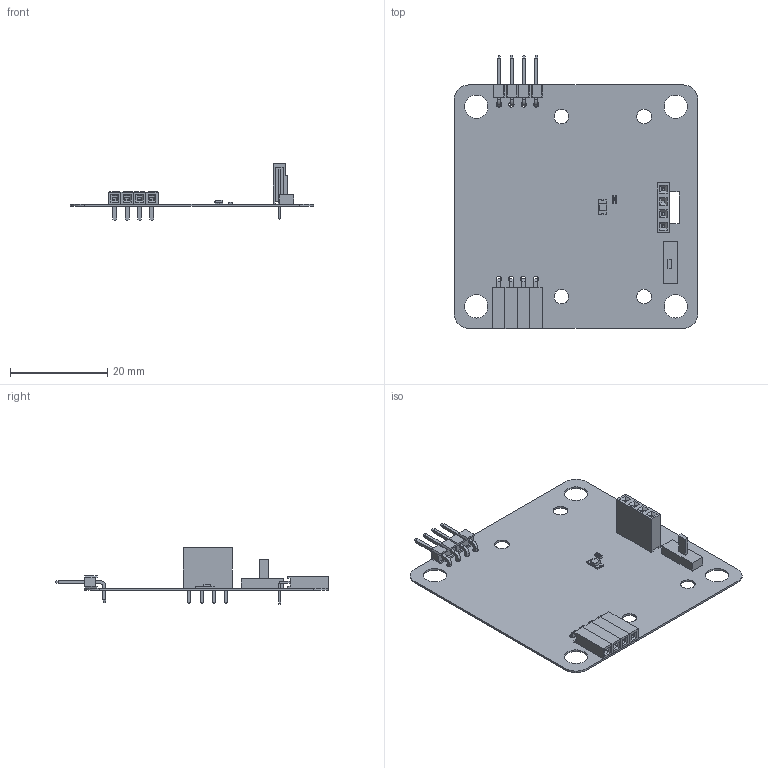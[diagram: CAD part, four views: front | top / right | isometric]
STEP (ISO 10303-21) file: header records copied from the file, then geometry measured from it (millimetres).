
FILE_DESCRIPTION(('Open CASCADE Model'),'2;1');
FILE_NAME('Open CASCADE Shape Model','2020-04-30T20:50:12',('Author'),( 'Open CASCADE'),'Open CASCADE STEP processor 6.8','Open CASCADE 6.8' ,'Unknown');
FILE_SCHEMA(('AUTOMOTIVE_DESIGN { 1 0 10303 214 1 1 1 1 }'));
Length unit declared in the file: millimetre
Products named in the file (18): PCB; Board; *; 6167345856; Extruded; 6167346048; R1; 0603_resistor; D1; LED_1206_Lens_WHITE; LED_1206_Base_WHITE; User_Library-PBS_(DS1024); PBS-04; X?; pcb_connector_890-70-002-20-001101
Assembly tree (18 placements, depth 4):
  PCB
    Board
    *
      6167345856
        Extruded
      6167346048
        Extruded
    R1
      0603_resistor
    D1
      LED_1206_Lens_WHITE
      LED_1206_Base_WHITE
    *
      User_Library-PBS_(DS1024)
    *
      PBS-04
    X?
      pcb_connector_890-70-002-20-001101  x2
Bounding box: 50 x 56.08 x 11.7 mm (x, y, z)
Volume: 1425.4 mm3; surface area: 6599 mm2
Topology: 15 solids, 15 shells, 614 faces, 1696 edges, 1116 vertices
Faces by surface type: plane 546, cylinder 64, sphere 4
Full cylindrical faces by diameter (mm): 0.9 x2, 1.1 x12, 3 x4, 4.8 x4
Entity records: 19351 total; most frequent: CARTESIAN_POINT 3297, ORIENTED_EDGE 3048, DIRECTION 2747, EDGE_CURVE 1524, LINE 1381, VECTOR 1381, VERTEX_POINT 1012, AXIS2_PLACEMENT_3D 683
